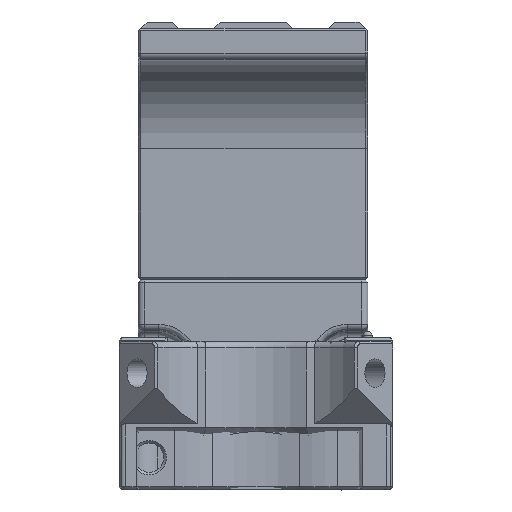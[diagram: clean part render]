
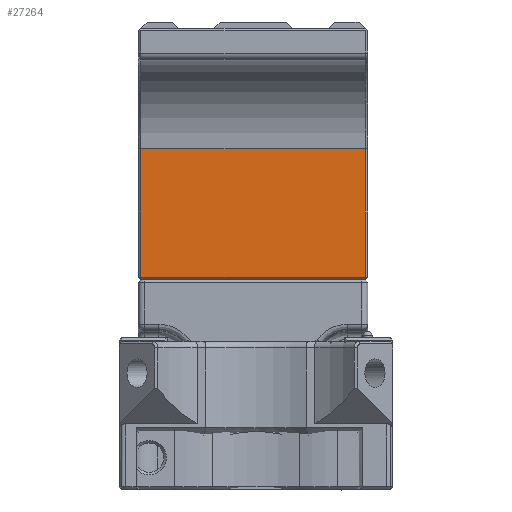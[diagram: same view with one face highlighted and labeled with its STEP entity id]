
A CAD part, top view. The second image highlights one B-rep face of the part: STEP entity #27264.
In plain terms, the highlighted face is planar.
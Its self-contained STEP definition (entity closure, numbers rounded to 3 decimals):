
#1442=PLANE('',#29480);
#3281=FACE_OUTER_BOUND('',#4921,.T.);
#4921=EDGE_LOOP('',(#24502,#24503,#24504,#24505));
#7631=LINE('',#46701,#10436);
#7632=LINE('',#46703,#10437);
#7633=LINE('',#46705,#10438);
#7634=LINE('',#46706,#10439);
#10436=VECTOR('',#36030,10.);
#10437=VECTOR('',#36031,10.);
#10438=VECTOR('',#36032,10.);
#10439=VECTOR('',#36033,10.);
#13639=VERTEX_POINT('',#46699);
#13640=VERTEX_POINT('',#46700);
#13641=VERTEX_POINT('',#46702);
#13642=VERTEX_POINT('',#46704);
#17326=EDGE_CURVE('',#13639,#13640,#7631,.T.);
#17327=EDGE_CURVE('',#13639,#13641,#7632,.T.);
#17328=EDGE_CURVE('',#13642,#13641,#7633,.T.);
#17329=EDGE_CURVE('',#13640,#13642,#7634,.T.);
#24502=ORIENTED_EDGE('',*,*,#17326,.F.);
#24503=ORIENTED_EDGE('',*,*,#17327,.T.);
#24504=ORIENTED_EDGE('',*,*,#17328,.F.);
#24505=ORIENTED_EDGE('',*,*,#17329,.F.);
#27264=ADVANCED_FACE('',(#3281),#1442,.T.);
#29480=AXIS2_PLACEMENT_3D('',#46698,#36028,#36029);
#36028=DIRECTION('center_axis',(0.,0.,
-1.));
#36029=DIRECTION('ref_axis',(0.,-1.,0.));
#36030=DIRECTION('',(0.,1.,0.));
#36031=DIRECTION('',(-1.,0.,0.));
#36032=DIRECTION('',(0.,-1.,0.));
#36033=DIRECTION('',(-1.,0.,0.));
#46698=CARTESIAN_POINT('Origin',(105.527,51.77,30.317));
#46699=CARTESIAN_POINT('',(106.627,19.049,30.317));
#46700=CARTESIAN_POINT('',(106.627,39.365,30.317));
#46701=CARTESIAN_POINT('',(106.627,38.585,30.317));
#46702=CARTESIAN_POINT('',(71.172,19.049,30.317));
#46703=CARTESIAN_POINT('',(117.389,19.049,30.317));
#46704=CARTESIAN_POINT('',(71.172,39.365,30.317));
#46705=CARTESIAN_POINT('',(71.172,38.585,30.317));
#46706=CARTESIAN_POINT('',(105.527,39.365,30.317));
